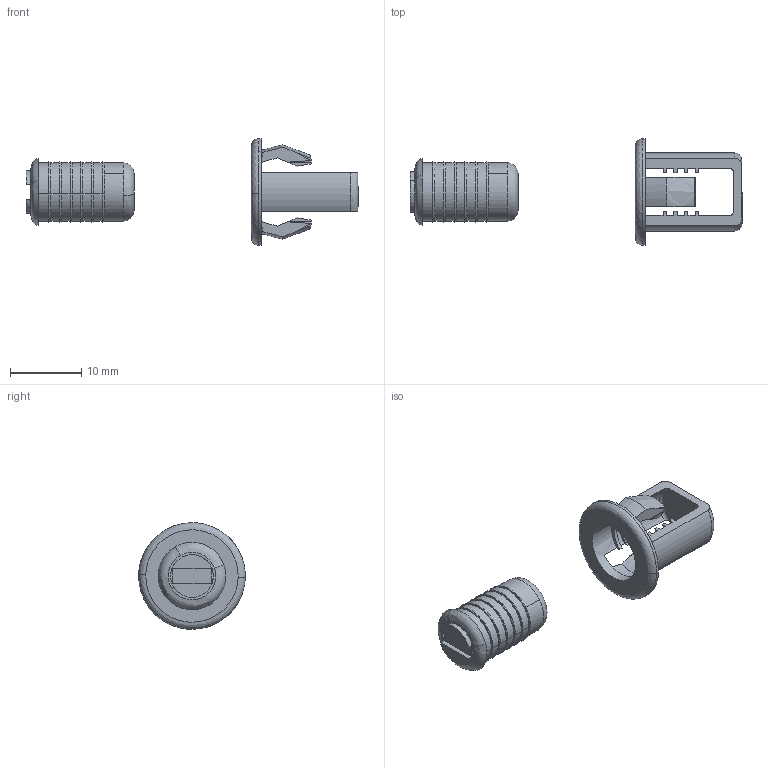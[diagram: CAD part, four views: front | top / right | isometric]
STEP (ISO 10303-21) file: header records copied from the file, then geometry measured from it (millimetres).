
FILE_DESCRIPTION((''),'2;1');
FILE_NAME('','2005-07-15T16:10:41',(''),(''),'','CADfix','');
FILE_SCHEMA(('AUTOMOTIVE_DESIGN'));
Length unit declared in the file: millimetre
Products named in the file (5): magnet; housing; holder; attachment; TL_280_4513_36
Assembly tree (4 placements, depth 2):
  TL_280_4513_36
    magnet
    housing
    holder
    attachment
Bounding box: 46.7 x 15 x 15 mm (x, y, z)
Volume: 1260.9 mm3; surface area: 2218.5 mm2
Topology: 4 solids, 4 shells, 142 faces, 433 edges, 307 vertices
Faces by surface type: bspline 142
Entity records: 5341 total; most frequent: CARTESIAN_POINT 2859, ORIENTED_EDGE 866, EDGE_CURVE 433, VERTEX_POINT 307, QUASI_UNIFORM_CURVE 190, EDGE_LOOP 154, FACE_OUTER_BOUND 142, ADVANCED_FACE 142
